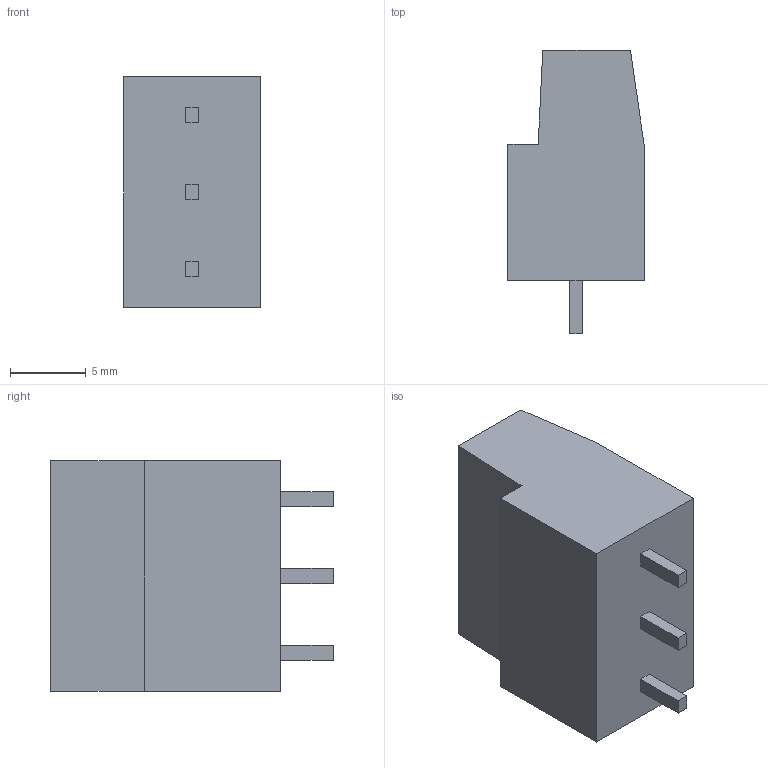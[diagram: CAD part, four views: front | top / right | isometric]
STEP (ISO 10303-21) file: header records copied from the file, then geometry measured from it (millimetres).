
FILE_DESCRIPTION (( 'STEP AP214' ), '1' );
FILE_NAME ('User Library-3 Way PCB Screw Terminal Block 5.08mm.STEP', '2018-12-18T07:29:48', ( '' ), ( '' ), 'SwSTEP 2.0', 'SolidWorks 2018', '' );
FILE_SCHEMA (( 'AUTOMOTIVE_DESIGN' ));
Length unit declared in the file: millimetre
Products named in the file (1): User Library-3 Way PCB Screw Terminal Block 5.08mm
Bounding box: 9 x 18.7 x 15.24 mm (x, y, z)
Volume: 1582.1 mm3; surface area: 1811.3 mm2
Topology: 1 solids, 1 shells, 105 faces, 261 edges, 170 vertices
Faces by surface type: plane 93, cylinder 12
Entity records: 3109 total; most frequent: CARTESIAN_POINT 537, ORIENTED_EDGE 522, DIRECTION 509, EDGE_CURVE 261, VECTOR 225, LINE 225, VERTEX_POINT 170, AXIS2_PLACEMENT_3D 142
